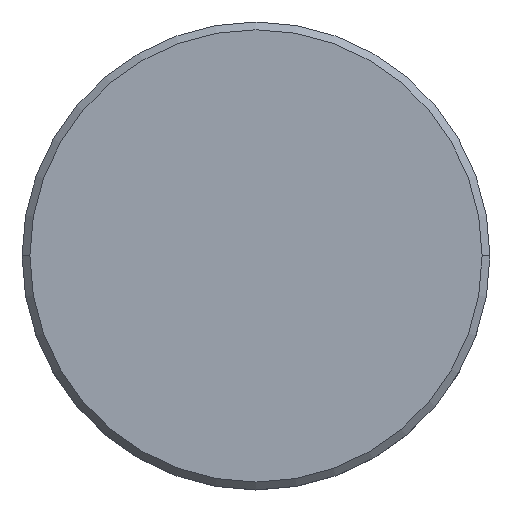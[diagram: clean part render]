
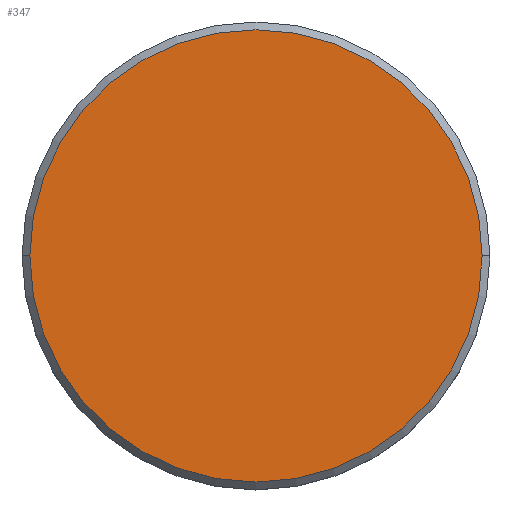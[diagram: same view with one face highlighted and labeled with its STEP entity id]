
A CAD part, top view. The second image highlights one B-rep face of the part: STEP entity #347.
In plain terms, the highlighted planar face has unit normal (0, 0, 1).
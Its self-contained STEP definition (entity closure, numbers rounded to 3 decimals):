
#6 = ORIENTED_EDGE ( 'NONE', *, *, #191, .T. ) ;
#10 = PLANE ( 'NONE',  #187 ) ;
#19 = EDGE_LOOP ( 'NONE', ( #6, #757 ) ) ;
#148 = CIRCLE ( 'NONE', #720, 14.5 ) ;
#157 = VERTEX_POINT ( 'NONE', #533 ) ;
#187 = AXIS2_PLACEMENT_3D ( 'NONE', #377, #1110, #650 ) ;
#191 = EDGE_CURVE ( 'NONE', #923, #157, #556, .T. ) ;
#195 = AXIS2_PLACEMENT_3D ( 'NONE', #635, #808, #1168 ) ;
#217 = CARTESIAN_POINT ( 'NONE',  ( -14.5, 0., 0. ) ) ;
#231 = DIRECTION ( 'NONE',  ( 0., 0., 1. ) ) ;
#347 = ADVANCED_FACE ( 'NONE', ( #836 ), #10, .T. ) ;
#377 = CARTESIAN_POINT ( 'NONE',  ( 0., 0., 0. ) ) ;
#533 = CARTESIAN_POINT ( 'NONE',  ( 14.5, 0., 0. ) ) ;
#556 = CIRCLE ( 'NONE', #195, 14.5 ) ;
#593 = DIRECTION ( 'NONE',  ( 1., 0., 0. ) ) ;
#635 = CARTESIAN_POINT ( 'NONE',  ( 0., 0., 0. ) ) ;
#650 = DIRECTION ( 'NONE',  ( 1., 0., 0. ) ) ;
#720 = AXIS2_PLACEMENT_3D ( 'NONE', #1141, #231, #593 ) ;
#757 = ORIENTED_EDGE ( 'NONE', *, *, #851, .T. ) ;
#808 = DIRECTION ( 'NONE',  ( 0., 0., 1. ) ) ;
#836 = FACE_OUTER_BOUND ( 'NONE', #19, .T. ) ;
#851 = EDGE_CURVE ( 'NONE', #157, #923, #148, .T. ) ;
#923 = VERTEX_POINT ( 'NONE', #217 ) ;
#1110 = DIRECTION ( 'NONE',  ( 0., 0., 1. ) ) ;
#1141 = CARTESIAN_POINT ( 'NONE',  ( 0., 0., 0. ) ) ;
#1168 = DIRECTION ( 'NONE',  ( 1., 0., 0. ) ) ;
